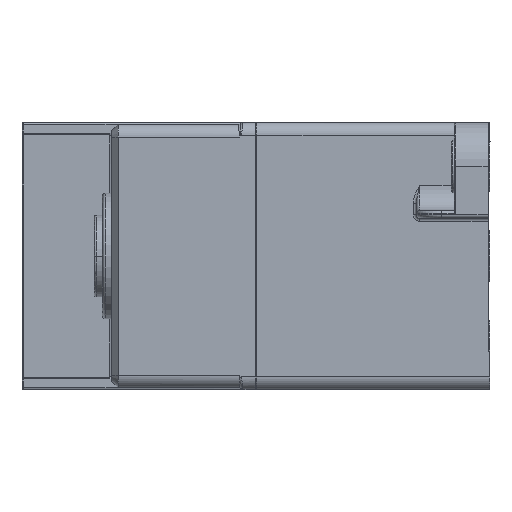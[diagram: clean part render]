
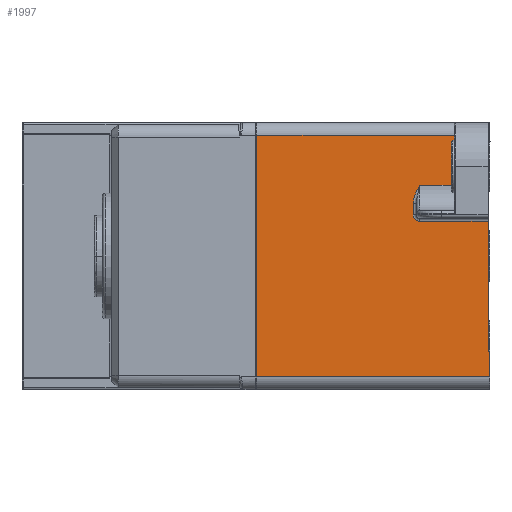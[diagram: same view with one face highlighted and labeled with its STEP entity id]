
A CAD part, left-side view. The second image highlights one B-rep face of the part: STEP entity #1997.
In plain terms, the highlighted planar face has unit normal (-1, 0, 0).
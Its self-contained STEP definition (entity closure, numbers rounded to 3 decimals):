
#517=CARTESIAN_POINT('Vertex',(-28.25,7.3,19.25)) ;
#541=CARTESIAN_POINT('Vertex',(-28.25,7.3,-19.25)) ;
#544=CARTESIAN_POINT('Line Origine',(-28.25,7.3,0.)) ;
#1410=CARTESIAN_POINT('Axis2P3D Location',(-28.25,7.5,19.75)) ;
#1880=CARTESIAN_POINT('Line Origine',(-28.25,26.1,19.25)) ;
#1884=CARTESIAN_POINT('Vertex',(-28.25,-24.1,19.25)) ;
#1909=CARTESIAN_POINT('Line Origine',(-28.25,-11.25,-19.25)) ;
#1913=CARTESIAN_POINT('Vertex',(-28.25,-29.8,-19.25)) ;
#1916=CARTESIAN_POINT('Line Origine',(-28.25,-29.8,-17.25)) ;
#1920=CARTESIAN_POINT('Vertex',(-28.25,-29.8,-15.25)) ;
#1923=CARTESIAN_POINT('Line Origine',(-28.25,-29.65,-15.25)) ;
#1927=CARTESIAN_POINT('Vertex',(-28.25,-29.5,-15.25)) ;
#1930=CARTESIAN_POINT('Line Origine',(-28.25,-29.5,-4.85)) ;
#1934=CARTESIAN_POINT('Vertex',(-28.25,-29.5,5.55)) ;
#1937=CARTESIAN_POINT('Line Origine',(-28.25,-24.05,5.55)) ;
#1941=CARTESIAN_POINT('Vertex',(-28.25,-18.6,5.55)) ;
#1944=CARTESIAN_POINT('Axis2P3D Location',(-28.25,-18.6,6.55)) ;
#1948=CARTESIAN_POINT('Vertex',(-28.25,-17.6,6.55)) ;
#1951=CARTESIAN_POINT('Line Origine',(-28.25,-17.6,7.486)) ;
#1955=CARTESIAN_POINT('Vertex',(-28.25,-17.6,8.422)) ;
#1959=CARTESIAN_POINT('Control Point',(-28.25,-18.6,11.25)) ;
#1960=CARTESIAN_POINT('Control Point',(-28.25,-18.408,10.891)) ;
#1961=CARTESIAN_POINT('Control Point',(-28.25,-18.217,10.533)) ;
#1962=CARTESIAN_POINT('Control Point',(-28.25,-18.034,10.165)) ;
#1963=CARTESIAN_POINT('Control Point',(-28.25,-17.798,9.604)) ;
#1964=CARTESIAN_POINT('Control Point',(-28.25,-17.654,9.012)) ;
#1965=CARTESIAN_POINT('Control Point',(-28.25,-17.619,8.817)) ;
#1966=CARTESIAN_POINT('Control Point',(-28.25,-17.6,8.62)) ;
#1967=CARTESIAN_POINT('Control Point',(-28.25,-17.6,8.422)) ;
#1968=CARTESIAN_POINT('Vertex',(-28.25,-18.6,11.25)) ;
#1971=CARTESIAN_POINT('Line Origine',(-28.25,-21.35,11.25)) ;
#1975=CARTESIAN_POINT('Vertex',(-28.25,-24.1,11.25)) ;
#1978=CARTESIAN_POINT('Line Origine',(-28.25,-24.1,15.25)) ;
#545=DIRECTION('Vector Direction',(0.,0.,-1.)) ;
#1411=DIRECTION('Axis2P3D Direction',(1.,0.,0.)) ;
#1412=DIRECTION('Axis2P3D XDirection',(0.,0.,-1.)) ;
#1881=DIRECTION('Vector Direction',(0.,1.,0.)) ;
#1910=DIRECTION('Vector Direction',(0.,-1.,0.)) ;
#1917=DIRECTION('Vector Direction',(0.,0.,-1.)) ;
#1924=DIRECTION('Vector Direction',(0.,-1.,0.)) ;
#1931=DIRECTION('Vector Direction',(0.,0.,-1.)) ;
#1938=DIRECTION('Vector Direction',(0.,1.,0.)) ;
#1945=DIRECTION('Axis2P3D Direction',(1.,0.,0.)) ;
#1952=DIRECTION('Vector Direction',(0.,0.,-1.)) ;
#1972=DIRECTION('Vector Direction',(0.,1.,0.)) ;
#1979=DIRECTION('Vector Direction',(0.,0.,-1.)) ;
#1413=AXIS2_PLACEMENT_3D('Plane Axis2P3D',#1410,#1411,#1412) ;
#1946=AXIS2_PLACEMENT_3D('Circle Axis2P3D',#1944,#1945,$) ;
#1984=ORIENTED_EDGE('',*,*,#548,.F.) ;
#1985=ORIENTED_EDGE('',*,*,#1915,.T.) ;
#1986=ORIENTED_EDGE('',*,*,#1922,.F.) ;
#1987=ORIENTED_EDGE('',*,*,#1929,.F.) ;
#1988=ORIENTED_EDGE('',*,*,#1936,.T.) ;
#1989=ORIENTED_EDGE('',*,*,#1943,.F.) ;
#1990=ORIENTED_EDGE('',*,*,#1950,.F.) ;
#1991=ORIENTED_EDGE('',*,*,#1957,.F.) ;
#1992=ORIENTED_EDGE('',*,*,#1970,.F.) ;
#1993=ORIENTED_EDGE('',*,*,#1977,.T.) ;
#1994=ORIENTED_EDGE('',*,*,#1982,.F.) ;
#1995=ORIENTED_EDGE('',*,*,#1886,.T.) ;
#546=VECTOR('Line Direction',#545,1.) ;
#1882=VECTOR('Line Direction',#1881,1.) ;
#1911=VECTOR('Line Direction',#1910,1.) ;
#1918=VECTOR('Line Direction',#1917,1.) ;
#1925=VECTOR('Line Direction',#1924,1.) ;
#1932=VECTOR('Line Direction',#1931,1.) ;
#1939=VECTOR('Line Direction',#1938,1.) ;
#1953=VECTOR('Line Direction',#1952,1.) ;
#1973=VECTOR('Line Direction',#1972,1.) ;
#1980=VECTOR('Line Direction',#1979,1.) ;
#1997=ADVANCED_FACE('PartBody',(#1996),#1414,.F.) ;
#1958=B_SPLINE_CURVE_WITH_KNOTS('',5,(#1959,#1960,#1961,#1962,#1963,#1964,#1965,#1966,#1967),.UNSPECIFIED.,.F.,.U.,(6,3,6),(0.,2.9,4.286),.UNSPECIFIED.) ;
#1947=CIRCLE('generated circle',#1946,1.) ;
#548=EDGE_CURVE('',#542,#518,#547,.F.) ;
#1886=EDGE_CURVE('',#1885,#518,#1883,.T.) ;
#1915=EDGE_CURVE('',#542,#1914,#1912,.T.) ;
#1922=EDGE_CURVE('',#1921,#1914,#1919,.T.) ;
#1929=EDGE_CURVE('',#1928,#1921,#1926,.T.) ;
#1936=EDGE_CURVE('',#1928,#1935,#1933,.F.) ;
#1943=EDGE_CURVE('',#1942,#1935,#1940,.F.) ;
#1950=EDGE_CURVE('',#1949,#1942,#1947,.F.) ;
#1957=EDGE_CURVE('',#1956,#1949,#1954,.T.) ;
#1970=EDGE_CURVE('',#1969,#1956,#1958,.T.) ;
#1977=EDGE_CURVE('',#1969,#1976,#1974,.F.) ;
#1982=EDGE_CURVE('',#1885,#1976,#1981,.T.) ;
#1983=EDGE_LOOP('',(#1984,#1985,#1986,#1987,#1988,#1989,#1990,#1991,#1992,#1993,#1994,#1995)) ;
#1996=FACE_OUTER_BOUND('',#1983,.T.) ;
#547=LINE('Line',#544,#546) ;
#1883=LINE('Line',#1880,#1882) ;
#1912=LINE('Line',#1909,#1911) ;
#1919=LINE('Line',#1916,#1918) ;
#1926=LINE('Line',#1923,#1925) ;
#1933=LINE('Line',#1930,#1932) ;
#1940=LINE('Line',#1937,#1939) ;
#1954=LINE('Line',#1951,#1953) ;
#1974=LINE('Line',#1971,#1973) ;
#1981=LINE('Line',#1978,#1980) ;
#1414=PLANE('',#1413) ;
#518=VERTEX_POINT('',#517) ;
#542=VERTEX_POINT('',#541) ;
#1885=VERTEX_POINT('',#1884) ;
#1914=VERTEX_POINT('',#1913) ;
#1921=VERTEX_POINT('',#1920) ;
#1928=VERTEX_POINT('',#1927) ;
#1935=VERTEX_POINT('',#1934) ;
#1942=VERTEX_POINT('',#1941) ;
#1949=VERTEX_POINT('',#1948) ;
#1956=VERTEX_POINT('',#1955) ;
#1969=VERTEX_POINT('',#1968) ;
#1976=VERTEX_POINT('',#1975) ;
